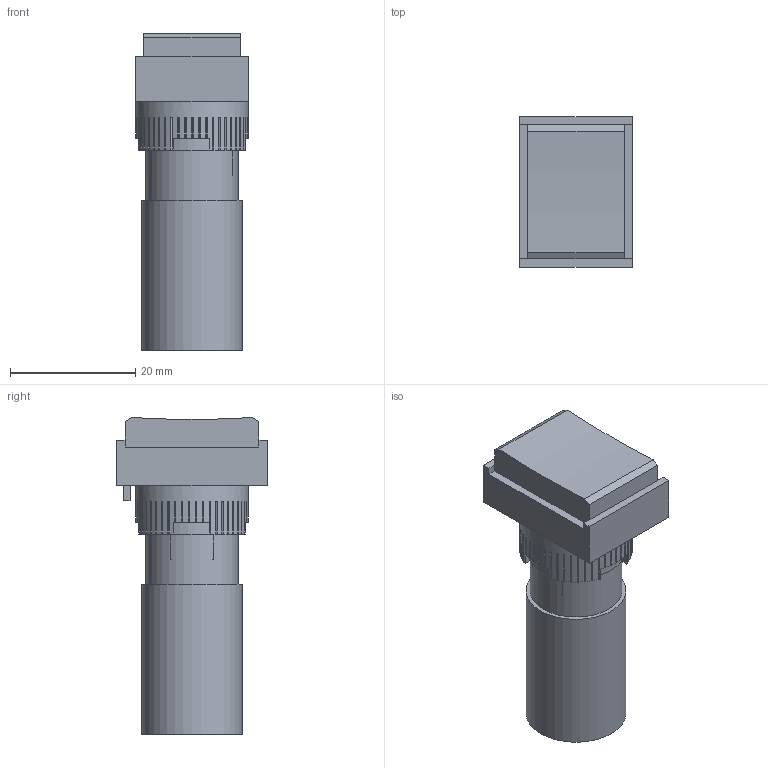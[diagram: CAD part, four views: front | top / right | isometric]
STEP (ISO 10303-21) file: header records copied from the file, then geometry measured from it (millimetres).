
FILE_DESCRIPTION(/* description */ (''),/* implementation_level */ '2;1');
FILE_NAME(/* name */ 'P16xxT11Fxxxxxx.stp',/* time_stamp */ '2025-05-27T15:05:33-05:00',/* author */ ('mroman'),/* organization */ (''),/* preprocessor_version */ 'ST-DEVELOPER v18.1',/* originating_system */ 'Autodesk Inventor 2022',/* authorisation */ '');
FILE_SCHEMA (('AUTOMOTIVE_DESIGN { 1 0 10303 214 3 1 1 }'));
Length unit declared in the file: centimetre
Products named in the file (1): P16xxT11Fxxxxxx
Bounding box: 18 x 24 x 50.6 mm (x, y, z)
Volume: 7801.9 mm3; surface area: 9775.7 mm2
Topology: 1 solids, 4 shells, 596 faces, 1702 edges, 1125 vertices
Faces by surface type: plane 478, cylinder 56, bspline 53, cone 5, torus 3, sphere 1
Full cylindrical faces by diameter (mm): 3.1 x2, 5.7 x3, 8.4 x1, 14.4 x1, 14.7 x3, 16 x1, 18 x1
Entity records: 19806 total; most frequent: CARTESIAN_POINT 4284, ORIENTED_EDGE 3402, DIRECTION 2951, EDGE_CURVE 1701, LINE 1307, VECTOR 1307, VERTEX_POINT 1125, AXIS2_PLACEMENT_3D 822
